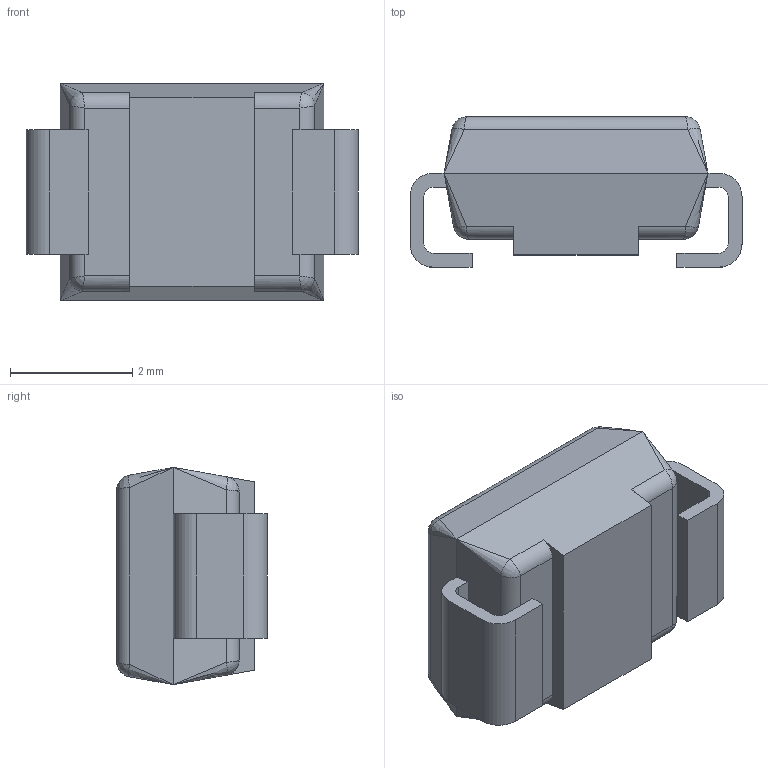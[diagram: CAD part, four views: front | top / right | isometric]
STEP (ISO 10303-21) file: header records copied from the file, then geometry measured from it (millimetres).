
FILE_DESCRIPTION (( 'STEP AP214' ), '1' );
FILE_NAME ('SZP6SMB13AT3G.STEP', '2021-09-21T11:20:12', ( '' ), ( '' ), 'SwSTEP 2.0', 'SolidWorks 2017', '' );
FILE_SCHEMA (( 'AUTOMOTIVE_DESIGN' ));
Length unit declared in the file: inch
Products named in the file (1): SZP6SMB13AT3G
Bounding box: 5.44 x 2.46 x 3.56 mm (x, y, z)
Volume: 31.7 mm3; surface area: 85.9 mm2
Topology: 4 solids, 4 shells, 80 faces, 192 edges, 104 vertices
Faces by surface type: plane 46, cylinder 18, bspline 16
Entity records: 4209 total; most frequent: CARTESIAN_POINT 2521, ORIENTED_EDGE 352, DIRECTION 286, EDGE_CURVE 176, LINE 116, VECTOR 116, VERTEX_POINT 104, AXIS2_PLACEMENT_3D 85
